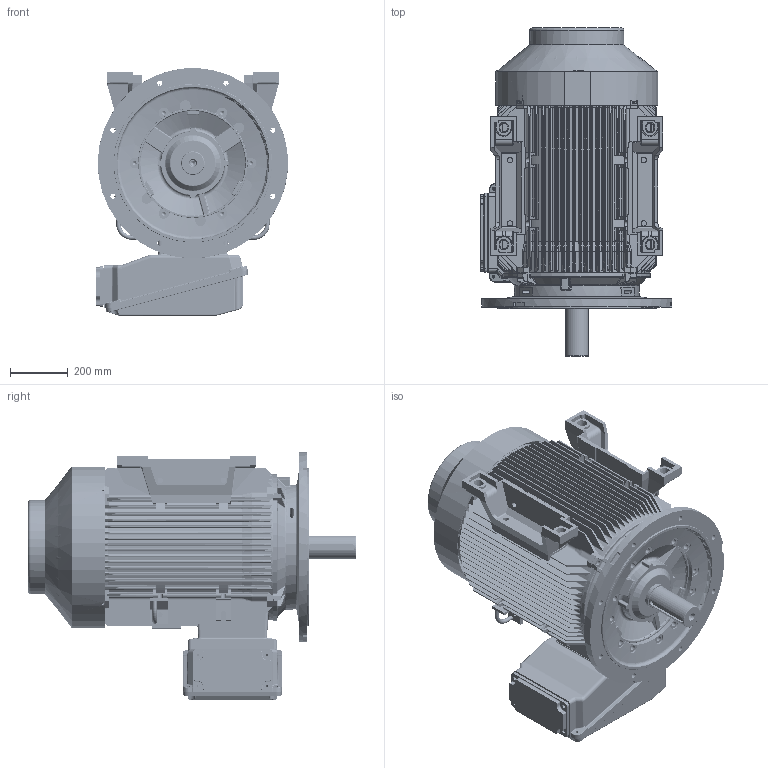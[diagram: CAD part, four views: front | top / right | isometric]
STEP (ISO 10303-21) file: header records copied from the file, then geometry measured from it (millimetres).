
FILE_DESCRIPTION( ( 'Unknown' ), '1' );
FILE_NAME( '3D UDF315SE 4P B35 DTD IC411.stp', 'Unknown', ( 'Unknown' ), ( 'Unknown' ), 'PSStep 17.0.49', 'Unknown', ' ' );
FILE_SCHEMA( ( 'AUTOMOTIVE_DESIGN { 1 0 10303 214 1 1 1 1 }' ) );
Length unit declared in the file: millimetre
Products named in the file (1): 1
Bounding box: 665.52 x 1138.51 x 859.44 mm (x, y, z)
Volume: 47989492.9 mm3; surface area: 9793289.5 mm2
Topology: 1 solids, 4 shells, 5169 faces, 14015 edges, 8739 vertices
Faces by surface type: cylinder 1946, plane 1730, bspline 777, torus 342, cone 220, sphere 154
Full cylindrical faces by diameter (mm): 5 x2, 5.188 x2, 6.985 x4, 8.782 x13, 11 x8, 12 x12, 14.188 x12, 14.376 x8, 15 x6, 17 x4, 17.97 x9, 19 x28, 20 x2, 21 x1, 80 x1, 90 x1, 91.5 x1, 95 x1, 184 x2, 200.014 x2, 242.023 x2, 323.8 x1, 327 x1, 380 x3, 470 x1, 470.5 x1, 482 x1, 488 x4, 530 x1, 550 x1
Entity records: 312741 total; most frequent: CARTESIAN_POINT 147878, ORIENTED_EDGE 27048, DIRECTION 24792, EDGE_CURVE 13524, AXIS2_PLACEMENT_3D 9454, VERTEX_POINT 8602, LINE 5884, VECTOR 5884
